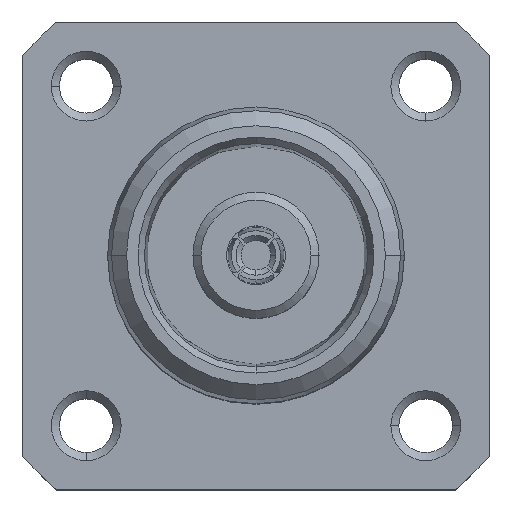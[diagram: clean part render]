
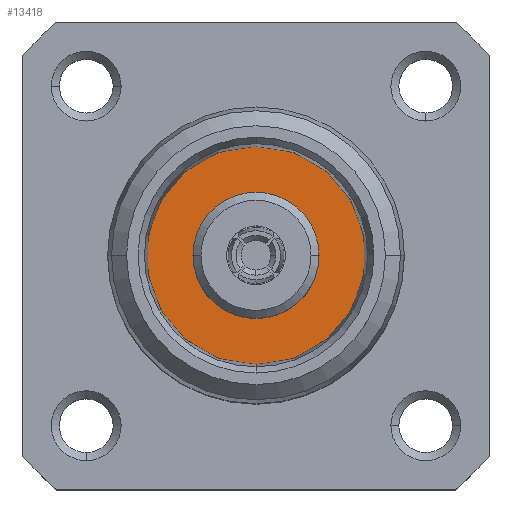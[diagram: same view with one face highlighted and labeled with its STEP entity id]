
A CAD part, top view. The second image highlights one B-rep face of the part: STEP entity #13418.
In plain terms, the highlighted planar face has unit normal (0, 0, 1).
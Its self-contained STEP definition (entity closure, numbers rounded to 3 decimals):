
#1084 = DIRECTION ( 'NONE',  ( 0., 0., -1. ) ) ;
#1092 = CARTESIAN_POINT ( 'NONE',  ( 0., 0., -6.853 ) ) ;
#1093 = PLANE ( 'NONE',  #1876 ) ;
#1095 = DIRECTION ( 'NONE',  ( -1., 0., 0. ) ) ;
#1540 = FACE_OUTER_BOUND ( 'NONE', #7297, .T. ) ;
#1541 = FACE_BOUND ( 'NONE', #7276, .T. ) ;
#1876 = AXIS2_PLACEMENT_3D ( 'NONE', #1092, #1084, #1095 ) ;
#4476 = AXIS2_PLACEMENT_3D ( 'NONE', #11937, #11938, #11939 ) ;
#5045 = CARTESIAN_POINT ( 'NONE',  ( 0., 4.082, -6.853 ) ) ;
#6342 = CIRCLE ( 'NONE', #4476, 2.36 ) ;
#6928 = EDGE_CURVE ( 'NONE', #14245, #17189, #18460, .T. ) ;
#6950 = EDGE_CURVE ( 'NONE', #17189, #14245, #18531, .T. ) ;
#6951 = EDGE_CURVE ( 'NONE', #19294, #19288, #18532, .T. ) ;
#7276 = EDGE_LOOP ( 'NONE', ( #15511, #16744 ) ) ;
#7297 = EDGE_LOOP ( 'NONE', ( #25932, #25931 ) ) ;
#8405 = CARTESIAN_POINT ( 'NONE',  ( 0., -4.082, -6.853 ) ) ;
#11937 = CARTESIAN_POINT ( 'NONE',  ( 0., 0., -6.853 ) ) ;
#11938 = DIRECTION ( 'NONE',  ( 0., 0., 1. ) ) ;
#11939 = DIRECTION ( 'NONE',  ( -1., 0., 0. ) ) ;
#12296 = CARTESIAN_POINT ( 'NONE',  ( 2.36, 0., -6.853 ) ) ;
#12302 = CARTESIAN_POINT ( 'NONE',  ( -2.36, 0., -6.853 ) ) ;
#13418 = ADVANCED_FACE ( 'NONE', ( #1540, #1541 ), #1093, .F. ) ;
#14245 = VERTEX_POINT ( 'NONE', #5045 ) ;
#15511 = ORIENTED_EDGE ( 'NONE', *, *, #17949, .F. ) ;
#16744 = ORIENTED_EDGE ( 'NONE', *, *, #6951, .F. ) ;
#17189 = VERTEX_POINT ( 'NONE', #8405 ) ;
#17949 = EDGE_CURVE ( 'NONE', #19288, #19294, #6342, .T. ) ;
#18071 = AXIS2_PLACEMENT_3D ( 'NONE', #24862, #24863, #24864 ) ;
#18098 = AXIS2_PLACEMENT_3D ( 'NONE', #24993, #24994, #24996 ) ;
#18100 = AXIS2_PLACEMENT_3D ( 'NONE', #24998, #25000, #25002 ) ;
#18460 = CIRCLE ( 'NONE', #18071, 4.082 ) ;
#18531 = CIRCLE ( 'NONE', #18098, 4.082 ) ;
#18532 = CIRCLE ( 'NONE', #18100, 2.36 ) ;
#19288 = VERTEX_POINT ( 'NONE', #12296 ) ;
#19294 = VERTEX_POINT ( 'NONE', #12302 ) ;
#24862 = CARTESIAN_POINT ( 'NONE',  ( 0., 0., -6.853 ) ) ;
#24863 = DIRECTION ( 'NONE',  ( 0., 0., 1. ) ) ;
#24864 = DIRECTION ( 'NONE',  ( -1., 0., 0. ) ) ;
#24993 = CARTESIAN_POINT ( 'NONE',  ( 0., 0., -6.853 ) ) ;
#24994 = DIRECTION ( 'NONE',  ( 0., 0., 1. ) ) ;
#24996 = DIRECTION ( 'NONE',  ( -1., 0., 0. ) ) ;
#24998 = CARTESIAN_POINT ( 'NONE',  ( 0., 0., -6.853 ) ) ;
#25000 = DIRECTION ( 'NONE',  ( 0., 0., 1. ) ) ;
#25002 = DIRECTION ( 'NONE',  ( -1., 0., 0. ) ) ;
#25931 = ORIENTED_EDGE ( 'NONE', *, *, #6928, .T. ) ;
#25932 = ORIENTED_EDGE ( 'NONE', *, *, #6950, .T. ) ;
